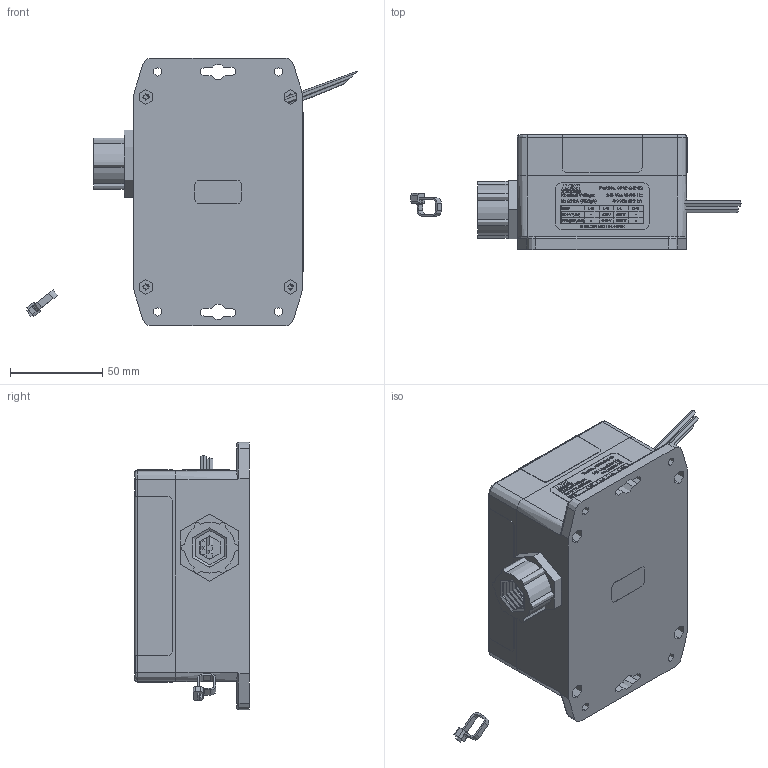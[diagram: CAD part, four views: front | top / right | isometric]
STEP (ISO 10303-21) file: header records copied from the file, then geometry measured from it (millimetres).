
FILE_DESCRIPTION (( 'STEP AP214' ), '1' );
FILE_NAME ('SP50-2403D-E.STEP', '2019-01-28T20:37:01', ( '' ), ( '' ), 'SwSTEP 2.0', 'SolidWorks 2018', '' );
FILE_SCHEMA (( 'AUTOMOTIVE_DESIGN' ));
Length unit declared in the file: inch
Products named in the file (23): Screw^SP50-2403D; SP50-2403D-E; Base^SP50-2403D; Lid^SP50-2403D; 2003-1052; Wires^SP50-2403D; Screw^SP50-2403D_91735A154; Nut^SP50-2403D; Zip tie^SP50-2403D; 2003-4120; 2003-4108
Assembly tree (16 placements, depth 2):
  SP50-2403D-E
    Screw^SP50-2403D
    Screw^SP50-2403D
    Screw^SP50-2403D
    Screw^SP50-2403D
  Lid^SP50-2403D
  Wires^SP50-2403D
  Nut^SP50-2403D
  Zip tie^SP50-2403D
Bounding box: 179.33 x 62.18 x 145.03 mm (x, y, z)
Volume: 303470.7 mm3; surface area: 156222.7 mm2
Topology: 15 solids, 15 shells, 4211 faces, 11391 edges, 7562 vertices
Faces by surface type: plane 1942, bspline 1301, cylinder 874, cone 62, torus 24, sphere 8
Entity records: 222236 total; most frequent: CARTESIAN_POINT 106096, ORIENTED_EDGE 19034, DIRECTION 11613, EDGE_CURVE 9517, VERTEX_POINT 6307, VECTOR 6153, LINE 6153, EDGE_LOOP 3954
